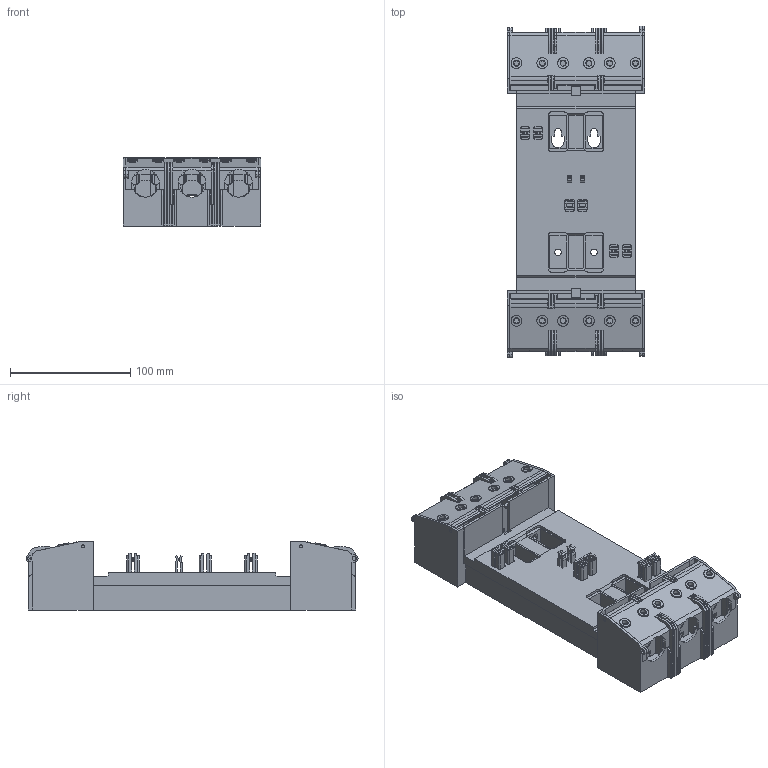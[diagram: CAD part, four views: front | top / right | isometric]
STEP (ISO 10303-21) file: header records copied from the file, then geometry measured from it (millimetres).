
FILE_DESCRIPTION(('STEP AP214'),'1');
FILE_NAME('cctmp_AD595977-265A-4580-BE3C-CD4F2D54D3F9_2024_09_27_08_02_00_0096..stp','2024-09-27T06:02:01',('SIEMENS A&D'),('CADClick - www.CADClick.com'),'Spatial InterOp 3D',' ','unknown authorization');
FILE_SCHEMA(('AUTOMOTIVE_DESIGN'));
Length unit declared in the file: millimetre
Products named in the file (26): cc_unnamed; 8US2942-3RJ00_24; 8US2942-3RJ00_23; 8US2942-3RJ00_22; 8US2942-3RJ00_21; 8US2942-3RJ00_20; 8US2942-3RJ00_19; 8US2942-3RJ00_18; 8US2942-3RJ00_17; 8US2942-3RJ00_16; 8US2942-3RJ00_15; 8US2942-3RJ00_14; 8US2942-3RJ00_13; 8US2942-3RJ00_12; 8US2942-3RJ00_11; 8US2942-3RJ00_10; 8US2942-3RJ00_9; 8US2942-3RJ00_8; 8US2942-3RJ00_7; 8US2942-3RJ00_6; 8US2942-3RJ00_5; 8US2942-3RJ00_4; 8US2942-3RJ00_3; 8US2942-3RJ00_2; 8US2942-3RJ00_1; 8US2942-3RJ00
Assembly tree (25 placements, depth 2):
  cc_unnamed
    8US2942-3RJ00_24
    8US2942-3RJ00_23
    8US2942-3RJ00_22
    8US2942-3RJ00_21
    8US2942-3RJ00_20
    8US2942-3RJ00_19
    8US2942-3RJ00_18
    8US2942-3RJ00_17
    8US2942-3RJ00_16
    8US2942-3RJ00_15
    8US2942-3RJ00_14
    8US2942-3RJ00_13
    8US2942-3RJ00_12
    8US2942-3RJ00_11
    8US2942-3RJ00_10
    8US2942-3RJ00_9
    8US2942-3RJ00_8
    8US2942-3RJ00_7
    8US2942-3RJ00_6
    8US2942-3RJ00_5
    8US2942-3RJ00_4
    8US2942-3RJ00_3
    8US2942-3RJ00_2
    8US2942-3RJ00_1
    8US2942-3RJ00
Bounding box: 114 x 275.6 x 56.5 mm (x, y, z)
Volume: 664760.7 mm3; surface area: 331775.8 mm2
Topology: 25 solids, 25 shells, 2691 faces, 7841 edges, 5214 vertices
Faces by surface type: plane 1911, cylinder 732, cone 24, torus 24
Entity records: 111642 total; most frequent: CARTESIAN_POINT 16324, ORIENTED_EDGE 15682, DIRECTION 14843, EDGE_CURVE 7841, LINE 6129, VECTOR 6129, VERTEX_POINT 5214, AXIS2_PLACEMENT_3D 4357
